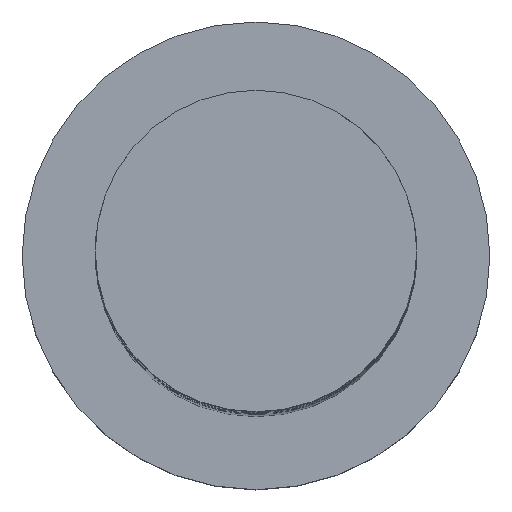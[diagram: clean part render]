
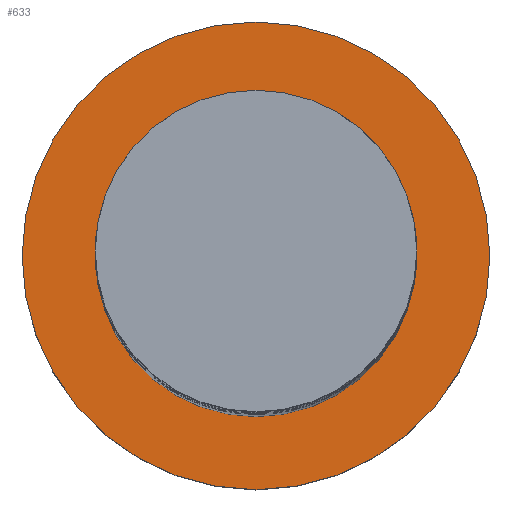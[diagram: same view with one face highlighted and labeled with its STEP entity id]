
A CAD part, top view. The second image highlights one B-rep face of the part: STEP entity #633.
In plain terms, the highlighted planar face has unit normal (0, 0, 1).
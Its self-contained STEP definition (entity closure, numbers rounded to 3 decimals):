
#36 = CARTESIAN_POINT ( 'NONE',  ( 0., 0., 5. ) ) ;
#40 = AXIS2_PLACEMENT_3D ( 'NONE', #72, #520, #972 ) ;
#57 = ORIENTED_EDGE ( 'NONE', *, *, #147, .F. ) ;
#65 = DIRECTION ( 'NONE',  ( 0., 0., 1. ) ) ;
#72 = CARTESIAN_POINT ( 'NONE',  ( 0., 0., 5. ) ) ;
#86 = CARTESIAN_POINT ( 'NONE',  ( 0., 0., 5. ) ) ;
#106 = AXIS2_PLACEMENT_3D ( 'NONE', #1331, #774, #1223 ) ;
#114 = DIRECTION ( 'NONE',  ( 0., 0., 1. ) ) ;
#118 = CARTESIAN_POINT ( 'NONE',  ( -8., 0., 5. ) ) ;
#124 = CIRCLE ( 'NONE', #1395, 5.5 ) ;
#147 = EDGE_CURVE ( 'NONE', #660, #359, #124, .T. ) ;
#161 = CIRCLE ( 'NONE', #106, 8. ) ;
#247 = DIRECTION ( 'NONE',  ( 1., 0., 0. ) ) ;
#257 = ORIENTED_EDGE ( 'NONE', *, *, #724, .T. ) ;
#299 = CARTESIAN_POINT ( 'NONE',  ( -5.5, 0., 5. ) ) ;
#326 = CIRCLE ( 'NONE', #1254, 5.5 ) ;
#359 = VERTEX_POINT ( 'NONE', #635 ) ;
#404 = VERTEX_POINT ( 'NONE', #840 ) ;
#410 = FACE_BOUND ( 'NONE', #770, .T. ) ;
#415 = DIRECTION ( 'NONE',  ( 1., 0., 0. ) ) ;
#520 = DIRECTION ( 'NONE',  ( 0., 0., 1. ) ) ;
#633 = ADVANCED_FACE ( 'NONE', ( #410, #866 ), #1447, .T. ) ;
#635 = CARTESIAN_POINT ( 'NONE',  ( 5.5, 0., 5. ) ) ;
#660 = VERTEX_POINT ( 'NONE', #299 ) ;
#701 = EDGE_LOOP ( 'NONE', ( #734, #257 ) ) ;
#724 = EDGE_CURVE ( 'NONE', #404, #836, #161, .T. ) ;
#734 = ORIENTED_EDGE ( 'NONE', *, *, #1163, .T. ) ;
#750 = DIRECTION ( 'NONE',  ( 1., 0., 0. ) ) ;
#770 = EDGE_LOOP ( 'NONE', ( #57, #1104 ) ) ;
#774 = DIRECTION ( 'NONE',  ( 0., 0., 1. ) ) ;
#806 = AXIS2_PLACEMENT_3D ( 'NONE', #86, #65, #750 ) ;
#836 = VERTEX_POINT ( 'NONE', #118 ) ;
#840 = CARTESIAN_POINT ( 'NONE',  ( 8., 0., 5. ) ) ;
#866 = FACE_OUTER_BOUND ( 'NONE', #701, .T. ) ;
#943 = CIRCLE ( 'NONE', #806, 8. ) ;
#947 = DIRECTION ( 'NONE',  ( 0., 0., 1. ) ) ;
#972 = DIRECTION ( 'NONE',  ( 1., 0., 0. ) ) ;
#1104 = ORIENTED_EDGE ( 'NONE', *, *, #1154, .F. ) ;
#1154 = EDGE_CURVE ( 'NONE', #359, #660, #326, .T. ) ;
#1163 = EDGE_CURVE ( 'NONE', #836, #404, #943, .T. ) ;
#1223 = DIRECTION ( 'NONE',  ( 1., 0., 0. ) ) ;
#1254 = AXIS2_PLACEMENT_3D ( 'NONE', #36, #947, #415 ) ;
#1331 = CARTESIAN_POINT ( 'NONE',  ( 0., 0., 5. ) ) ;
#1365 = CARTESIAN_POINT ( 'NONE',  ( 0., 0., 5. ) ) ;
#1395 = AXIS2_PLACEMENT_3D ( 'NONE', #1365, #114, #247 ) ;
#1447 = PLANE ( 'NONE',  #40 ) ;
